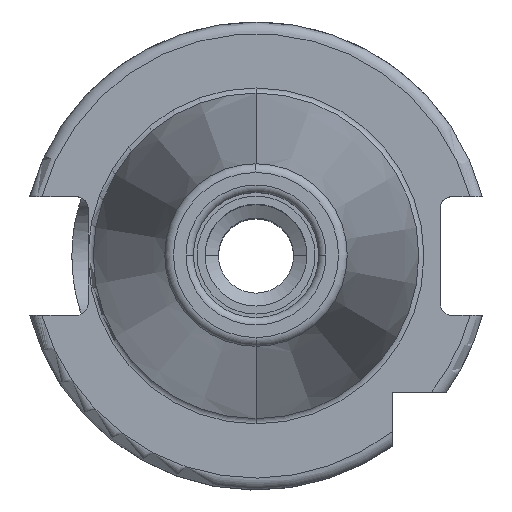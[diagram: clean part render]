
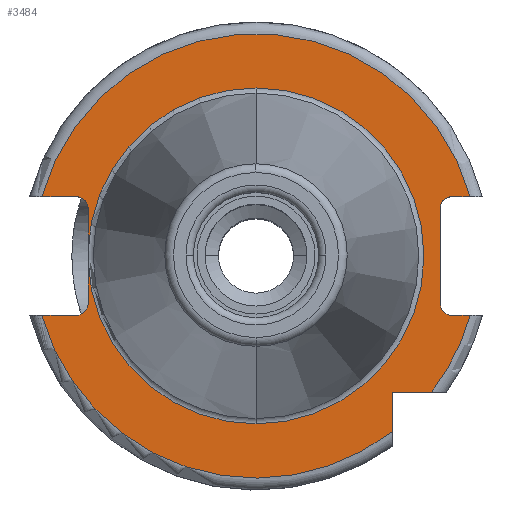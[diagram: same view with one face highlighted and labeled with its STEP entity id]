
A CAD part, top view. The second image highlights one B-rep face of the part: STEP entity #3484.
In plain terms, the highlighted face is planar.
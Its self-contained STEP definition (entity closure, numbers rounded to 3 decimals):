
#699=CARTESIAN_POINT('',(0.,0.,3.2));
#700=DIRECTION('',(0.,0.,1.));
#701=DIRECTION('',(0.,1.,0.));
#702=AXIS2_PLACEMENT_3D('',#699,#700,#701);
#707=CARTESIAN_POINT('',(22.8,0.615,3.2));
#711=CARTESIAN_POINT('',(22.8,-0.615,3.2));
#716=CARTESIAN_POINT('',(0.,0.,3.2));
#717=DIRECTION('',(0.,0.,-1.));
#718=DIRECTION('',(0.,1.,0.));
#719=AXIS2_PLACEMENT_3D('',#716,#717,#718);
#740=CARTESIAN_POINT('',(0.,0.,3.2));
#741=DIRECTION('',(0.,0.,-1.));
#742=DIRECTION('',(1.,-0.027,0.));
#743=AXIS2_PLACEMENT_3D('',#740,#741,#742);
#763=CARTESIAN_POINT('',(24.4,6.45,3.2));
#764=DIRECTION('',(0.,0.,1.));
#765=DIRECTION('',(0.,1.,0.));
#766=AXIS2_PLACEMENT_3D('',#763,#764,#765);
#952=CARTESIAN_POINT('',(24.4,-6.45,3.2));
#953=DIRECTION('',(0.,0.,1.));
#954=DIRECTION('',(-1.,0.,0.));
#955=AXIS2_PLACEMENT_3D('',#952,#953,#954);
#1065=CARTESIAN_POINT('',(-26.6,6.45,3.2));
#1066=DIRECTION('',(0.,0.,1.));
#1067=DIRECTION('',(1.,0.,0.));
#1068=AXIS2_PLACEMENT_3D('',#1065,#1066,#1067);
#1102=CARTESIAN_POINT('',(-26.6,-6.45,3.2));
#1103=DIRECTION('',(0.,0.,1.));
#1104=DIRECTION('',(0.,-1.,0.));
#1105=AXIS2_PLACEMENT_3D('',#1102,#1103,#1104);
#1318=DIRECTION('',(0.,1.,0.));
#1319=VECTOR('',#1318,12.9);
#1320=CARTESIAN_POINT('',(-25.,-6.45,3.2));
#1321=LINE('',#1320,#1319);
#1325=DIRECTION('',(1.,0.,0.));
#1326=VECTOR('',#1325,2.481);
#1327=CARTESIAN_POINT('',(-29.081,-8.05,3.2));
#1328=LINE('',#1327,#1326);
#1332=DIRECTION('',(-1.,0.,0.));
#1333=VECTOR('',#1332,5.339);
#1334=CARTESIAN_POINT('',(-18.5,-18.5,3.2));
#1335=LINE('',#1334,#1333);
#1339=DIRECTION('',(0.,1.,0.));
#1340=VECTOR('',#1339,5.339);
#1341=CARTESIAN_POINT('',(-18.5,-23.839,3.2));
#1342=LINE('',#1341,#1340);
#1346=DIRECTION('',(-1.,0.,0.));
#1347=VECTOR('',#1346,4.681);
#1348=CARTESIAN_POINT('',(29.081,-8.05,3.2));
#1349=LINE('',#1348,#1347);
#1353=DIRECTION('',(0.,1.,0.));
#1354=VECTOR('',#1353,5.835);
#1355=CARTESIAN_POINT('',(22.8,-6.45,3.2));
#1356=LINE('',#1355,#1354);
#1360=DIRECTION('',(0.,1.,0.));
#1361=VECTOR('',#1360,5.835);
#1362=CARTESIAN_POINT('',(22.8,0.615,3.2));
#1363=LINE('',#1362,#1361);
#1367=DIRECTION('',(-1.,0.,0.));
#1368=VECTOR('',#1367,4.681);
#1369=CARTESIAN_POINT('',(29.081,8.05,3.2));
#1370=LINE('',#1369,#1368);
#1374=DIRECTION('',(1.,0.,0.));
#1375=VECTOR('',#1374,2.481);
#1376=CARTESIAN_POINT('',(-29.081,8.05,3.2));
#1377=LINE('',#1376,#1375);
#1381=CARTESIAN_POINT('',(-29.081,8.05,3.2));
#1394=CARTESIAN_POINT('',(0.,0.,3.2));
#1395=DIRECTION('',(0.,0.,-1.));
#1396=DIRECTION('',(-0.964,0.267,0.));
#1397=AXIS2_PLACEMENT_3D('',#1394,#1395,#1396);
#1410=CARTESIAN_POINT('',(29.081,8.05,3.2));
#1444=CARTESIAN_POINT('',(29.081,-8.05,3.2));
#1457=CARTESIAN_POINT('',(0.,0.,3.2));
#1458=DIRECTION('',(0.,0.,-1.));
#1459=DIRECTION('',(0.964,-0.267,0.));
#1460=AXIS2_PLACEMENT_3D('',#1457,#1458,#1459);
#1478=CARTESIAN_POINT('',(0.,0.,3.2));
#1479=DIRECTION('',(0.,0.,-1.));
#1480=DIRECTION('',(-0.79,-0.613,0.));
#1481=AXIS2_PLACEMENT_3D('',#1478,#1479,#1480);
#1494=CARTESIAN_POINT('',(-29.081,-8.05,3.2));
#2168=CARTESIAN_POINT('',(0.,22.808,3.2));
#2170=VERTEX_POINT('',#2168);
#2174=CARTESIAN_POINT('',(0.,-22.808,3.2));
#2176=VERTEX_POINT('',#2174);
#2202=VERTEX_POINT('',#1444);
#2203=VERTEX_POINT('',#1410);
#2204=VERTEX_POINT('',#707);
#2205=VERTEX_POINT('',#711);
#2248=VERTEX_POINT('',#1381);
#2249=VERTEX_POINT('',#1494);
#2274=CARTESIAN_POINT('',(-18.5,-23.839,3.2));
#2275=CARTESIAN_POINT('',(-18.5,-18.5,3.2));
#2276=VERTEX_POINT('',#2274);
#2277=VERTEX_POINT('',#2275);
#2278=CARTESIAN_POINT('',(-23.839,-18.5,3.2));
#2279=VERTEX_POINT('',#2278);
#2326=CARTESIAN_POINT('',(-26.6,8.05,3.2));
#2328=VERTEX_POINT('',#2326);
#2331=CARTESIAN_POINT('',(-26.6,-8.05,3.2));
#2333=VERTEX_POINT('',#2331);
#2335=CARTESIAN_POINT('',(22.8,6.45,3.2));
#2337=VERTEX_POINT('',#2335);
#2338=CARTESIAN_POINT('',(22.8,-6.45,3.2));
#2340=VERTEX_POINT('',#2338);
#2342=CARTESIAN_POINT('',(-25.,-6.45,3.2));
#2343=CARTESIAN_POINT('',(-25.,6.45,3.2));
#2344=VERTEX_POINT('',#2342);
#2345=VERTEX_POINT('',#2343);
#2410=CARTESIAN_POINT('',(24.4,-8.05,3.2));
#2411=VERTEX_POINT('',#2410);
#2412=CARTESIAN_POINT('',(24.4,8.05,3.2));
#2413=VERTEX_POINT('',#2412);
#3452=CARTESIAN_POINT('',(0.,0.,3.2));
#3453=DIRECTION('',(0.,0.,-1.));
#3454=DIRECTION('',(0.,-1.,0.));
#3455=AXIS2_PLACEMENT_3D('',#3452,#3453,#3454);
#3456=PLANE('',#3455);
#3457=ORIENTED_EDGE('',*,*,#3322,.F.);
#3458=ORIENTED_EDGE('',*,*,#3337,.F.);
#3459=ORIENTED_EDGE('',*,*,#3371,.F.);
#3461=ORIENTED_EDGE('',*,*,#3460,.F.);
#3463=ORIENTED_EDGE('',*,*,#3462,.F.);
#3465=ORIENTED_EDGE('',*,*,#3464,.F.);
#3467=ORIENTED_EDGE('',*,*,#3466,.F.);
#3468=ORIENTED_EDGE('',*,*,#3230,.T.);
#3469=ORIENTED_EDGE('',*,*,#3216,.F.);
#3470=ORIENTED_EDGE('',*,*,#3110,.T.);
#3471=ORIENTED_EDGE('',*,*,#3095,.T.);
#3472=ORIENTED_EDGE('',*,*,#3075,.F.);
#3473=ORIENTED_EDGE('',*,*,#3090,.T.);
#3474=ORIENTED_EDGE('',*,*,#3107,.T.);
#3475=ORIENTED_EDGE('',*,*,#3129,.F.);
#3477=ORIENTED_EDGE('',*,*,#3476,.F.);
#3479=ORIENTED_EDGE('',*,*,#3478,.F.);
#3480=ORIENTED_EDGE('',*,*,#3425,.T.);
#3481=ORIENTED_EDGE('',*,*,#3305,.F.);
#3482=EDGE_LOOP('',(#3457,#3458,#3459,#3461,#3463,#3465,#3467,#3468,#3469,#3470,
#3471,#3472,#3473,#3474,#3475,#3477,#3479,#3480,#3481));
#3483=FACE_OUTER_BOUND('',#3482,.F.);
#3484=ADVANCED_FACE('',(#3483),#3456,.T.);
#703=CIRCLE('',#702,22.808);
#720=CIRCLE('',#719,22.808);
#744=CIRCLE('',#743,22.808);
#767=CIRCLE('',#766,1.6);
#956=CIRCLE('',#955,1.6);
#1069=CIRCLE('',#1068,1.6);
#1106=CIRCLE('',#1105,1.6);
#1398=CIRCLE('',#1397,30.175);
#1461=CIRCLE('',#1460,30.175);
#1482=CIRCLE('',#1481,30.175);
#3075=EDGE_CURVE('',#2170,#2176,#703,.T.);
#3090=EDGE_CURVE('',#2170,#2204,#720,.T.);
#3095=EDGE_CURVE('',#2205,#2176,#744,.T.);
#3107=EDGE_CURVE('',#2204,#2337,#1363,.T.);
#3110=EDGE_CURVE('',#2340,#2205,#1356,.T.);
#3129=EDGE_CURVE('',#2413,#2337,#767,.T.);
#3216=EDGE_CURVE('',#2340,#2411,#956,.T.);
#3230=EDGE_CURVE('',#2202,#2411,#1349,.T.);
#3305=EDGE_CURVE('',#2345,#2328,#1069,.T.);
#3322=EDGE_CURVE('',#2344,#2345,#1321,.T.);
#3337=EDGE_CURVE('',#2333,#2344,#1106,.T.);
#3371=EDGE_CURVE('',#2249,#2333,#1328,.T.);
#3425=EDGE_CURVE('',#2248,#2328,#1377,.T.);
#3460=EDGE_CURVE('',#2279,#2249,#1482,.T.);
#3462=EDGE_CURVE('',#2277,#2279,#1335,.T.);
#3464=EDGE_CURVE('',#2276,#2277,#1342,.T.);
#3466=EDGE_CURVE('',#2202,#2276,#1461,.T.);
#3476=EDGE_CURVE('',#2203,#2413,#1370,.T.);
#3478=EDGE_CURVE('',#2248,#2203,#1398,.T.);
